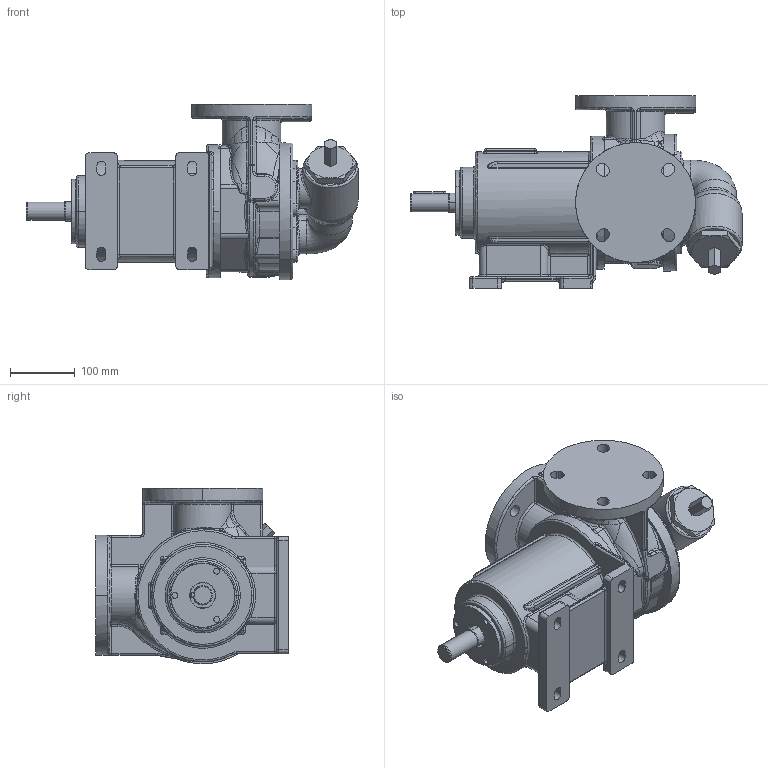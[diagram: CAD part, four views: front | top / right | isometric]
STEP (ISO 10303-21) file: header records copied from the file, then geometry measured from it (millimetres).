
FILE_DESCRIPTION((''),'2;1');
FILE_NAME('R_65_G1B_Y','2019-06-18T16:53:17',('Nicola'),(''),'CREO PARAMETRIC BY PTC INC, 2017110','CREO PARAMETRIC BY PTC INC, 2017110','');
FILE_SCHEMA(('CONFIG_CONTROL_DESIGN'));
Products named in the file (1): R_65_G1B_Y
Bounding box: 511.5 x 297 x 270.42 mm (x, y, z)
Volume: 11642176 mm3; surface area: 578827.3 mm2
Topology: 2 solids, 3 shells, 946 faces, 2231 edges, 1296 vertices
Faces by surface type: bspline 304, cylinder 278, plane 160, torus 123, cone 43, sphere 38
Entity records: 67335 total; most frequent: CARTESIAN_POINT 47560, ORIENTED_EDGE 4450, DIRECTION 3744, EDGE_CURVE 2225, AXIS2_PLACEMENT_3D 1573, VERTEX_POINT 1296, EDGE_LOOP 991, FACE_OUTER_BOUND 946
